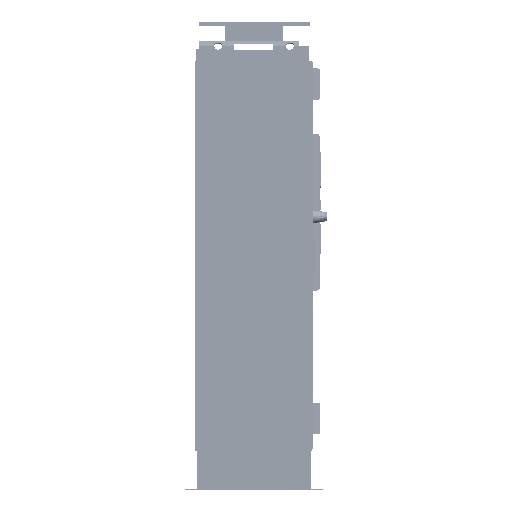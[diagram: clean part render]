
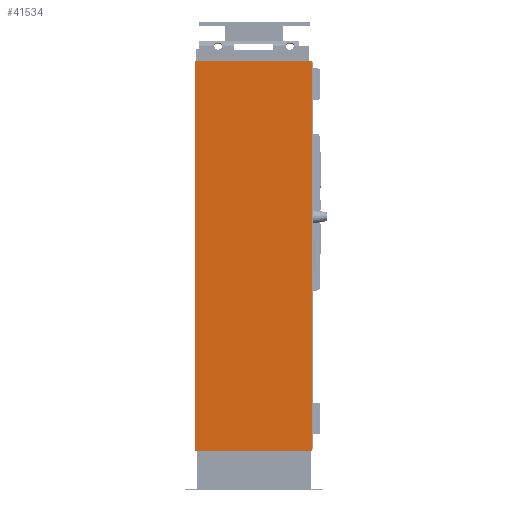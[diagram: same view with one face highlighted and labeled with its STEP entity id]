
A CAD part, left-side view. The second image highlights one B-rep face of the part: STEP entity #41534.
In plain terms, the highlighted planar face has unit normal (-1, 0, 0).
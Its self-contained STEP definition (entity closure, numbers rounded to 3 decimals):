
#33518=FACE_OUTER_BOUND('',#56052,.T.);
#41534=ADVANCED_FACE('',(#33518),#47206,.T.);
#47206=PLANE('',#149987);
#56052=EDGE_LOOP('',(#69252,#69253,#69254,#69255));
#69252=ORIENTED_EDGE('',*,*,#107693,.F.);
#69253=ORIENTED_EDGE('',*,*,#108488,.T.);
#69254=ORIENTED_EDGE('',*,*,#108489,.F.);
#69255=ORIENTED_EDGE('',*,*,#108490,.F.);
#95980=VERTEX_POINT('',#193747);
#95982=VERTEX_POINT('',#193751);
#96549=VERTEX_POINT('',#195660);
#96550=VERTEX_POINT('',#195664);
#107693=EDGE_CURVE('',#95982,#95980,#122832,.T.);
#108488=EDGE_CURVE('',#95982,#96549,#123509,.T.);
#108489=EDGE_CURVE('',#96550,#96549,#123510,.T.);
#108490=EDGE_CURVE('',#95980,#96550,#123511,.T.);
#122832=LINE('',#193752,#136559);
#123509=LINE('',#195661,#137236);
#123510=LINE('',#195663,#137237);
#123511=LINE('',#195665,#137238);
#136559=VECTOR('',#160874,1.);
#137236=VECTOR('',#162169,1.);
#137237=VECTOR('',#162172,1.);
#137238=VECTOR('',#162173,1.);
#149987=AXIS2_PLACEMENT_3D('',#195666,#162174,#162175);
#160874=DIRECTION('',(0.,-1.,0.));
#162169=DIRECTION('',(0.,0.,-1.));
#162172=DIRECTION('',(0.,1.,0.));
#162173=DIRECTION('',(0.,0.,-1.));
#162174=DIRECTION('',(-1.,0.,0.));
#162175=DIRECTION('',(0.,0.,1.));
#193747=CARTESIAN_POINT('',(-1750.,0.,1899.5));
#193751=CARTESIAN_POINT('',(-1750.,600.,1899.5));
#193752=CARTESIAN_POINT('',(-1750.,600.,1899.5));
#195660=CARTESIAN_POINT('',(-1750.,600.,-100.));
#195661=CARTESIAN_POINT('',(-1750.,600.,1932.5));
#195663=CARTESIAN_POINT('',(-1750.,600.,-100.));
#195664=CARTESIAN_POINT('',(-1750.,0.,-100.));
#195665=CARTESIAN_POINT('',(-1750.,0.,0.));
#195666=CARTESIAN_POINT('',(-1750.,300.,1932.5));
